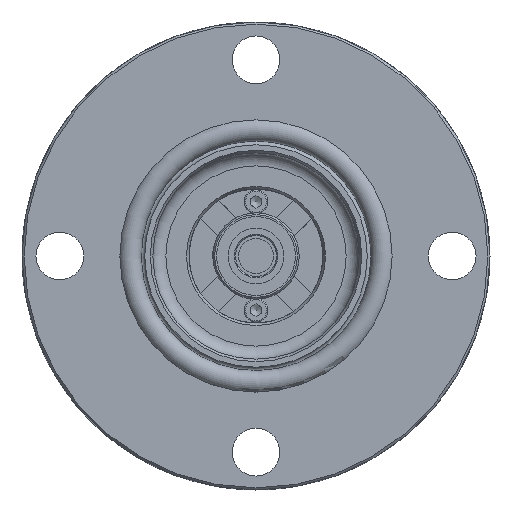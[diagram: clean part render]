
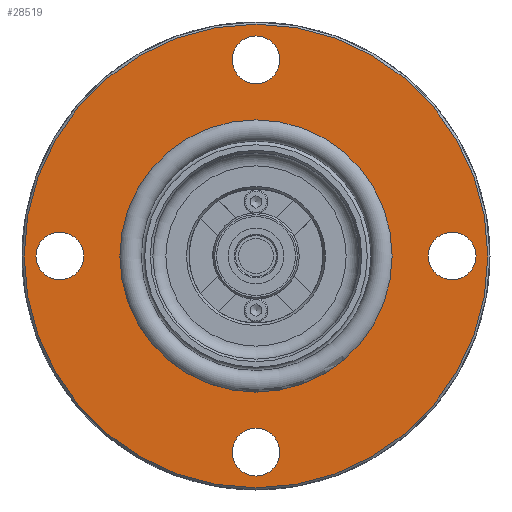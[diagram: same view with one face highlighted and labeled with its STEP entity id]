
A CAD part, left-side view. The second image highlights one B-rep face of the part: STEP entity #28519.
In plain terms, the highlighted planar face has unit normal (-1, 0, 0).
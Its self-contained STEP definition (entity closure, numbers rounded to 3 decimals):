
#464=FACE_BOUND('',#9806,.T.);
#465=FACE_BOUND('',#9807,.T.);
#466=FACE_BOUND('',#9808,.T.);
#467=FACE_BOUND('',#9809,.T.);
#468=FACE_BOUND('',#9810,.T.);
#8069=FACE_OUTER_BOUND('',#9805,.T.);
#9805=EDGE_LOOP('',(#25644));
#9806=EDGE_LOOP('',(#25645,#25646));
#9807=EDGE_LOOP('',(#25647));
#9808=EDGE_LOOP('',(#25648));
#9809=EDGE_LOOP('',(#25649));
#9810=EDGE_LOOP('',(#25650));
#10785=CIRCLE('',#30378,53.475);
#10786=CIRCLE('',#30379,31.4);
#10787=CIRCLE('',#30380,31.4);
#10788=CIRCLE('',#30381,5.5);
#10789=CIRCLE('',#30382,5.5);
#10790=CIRCLE('',#30383,5.5);
#10791=CIRCLE('',#30384,5.5);
#13554=VERTEX_POINT('',#205987);
#13555=VERTEX_POINT('',#205989);
#13556=VERTEX_POINT('',#205990);
#13557=VERTEX_POINT('',#205993);
#13558=VERTEX_POINT('',#205995);
#13559=VERTEX_POINT('',#205997);
#13560=VERTEX_POINT('',#205999);
#17658=EDGE_CURVE('',#13554,#13554,#10785,.T.);
#17659=EDGE_CURVE('',#13555,#13556,#10786,.T.);
#17660=EDGE_CURVE('',#13556,#13555,#10787,.T.);
#17661=EDGE_CURVE('',#13557,#13557,#10788,.T.);
#17662=EDGE_CURVE('',#13558,#13558,#10789,.T.);
#17663=EDGE_CURVE('',#13559,#13559,#10790,.T.);
#17664=EDGE_CURVE('',#13560,#13560,#10791,.T.);
#25644=ORIENTED_EDGE('',*,*,#17658,.F.);
#25645=ORIENTED_EDGE('',*,*,#17659,.T.);
#25646=ORIENTED_EDGE('',*,*,#17660,.T.);
#25647=ORIENTED_EDGE('',*,*,#17661,.T.);
#25648=ORIENTED_EDGE('',*,*,#17662,.T.);
#25649=ORIENTED_EDGE('',*,*,#17663,.T.);
#25650=ORIENTED_EDGE('',*,*,#17664,.T.);
#27045=PLANE('',#30377);
#28519=ADVANCED_FACE('',(#8069,#464,#465,#466,#467,#468),#27045,.T.);
#30377=AXIS2_PLACEMENT_3D('',#205986,#35709,#35710);
#30378=AXIS2_PLACEMENT_3D('',#205988,#35711,#35712);
#30379=AXIS2_PLACEMENT_3D('',#205991,#35713,#35714);
#30380=AXIS2_PLACEMENT_3D('',#205992,#35715,#35716);
#30381=AXIS2_PLACEMENT_3D('',#205994,#35717,#35718);
#30382=AXIS2_PLACEMENT_3D('',#205996,#35719,#35720);
#30383=AXIS2_PLACEMENT_3D('',#205998,#35721,#35722);
#30384=AXIS2_PLACEMENT_3D('',#206000,#35723,#35724);
#35709=DIRECTION('center_axis',(-1.,0.,0.));
#35710=DIRECTION('ref_axis',(0.,0.,1.));
#35711=DIRECTION('center_axis',(1.,0.,0.));
#35712=DIRECTION('ref_axis',(0.,-1.,0.));
#35713=DIRECTION('center_axis',(1.,0.,0.));
#35714=DIRECTION('ref_axis',(0.,0.,1.));
#35715=DIRECTION('center_axis',(1.,0.,0.));
#35716=DIRECTION('ref_axis',(0.,0.,1.));
#35717=DIRECTION('center_axis',(1.,0.,0.));
#35718=DIRECTION('ref_axis',(0.,1.,0.));
#35719=DIRECTION('center_axis',(1.,0.,0.));
#35720=DIRECTION('ref_axis',(0.,0.,-1.));
#35721=DIRECTION('center_axis',(1.,0.,0.));
#35722=DIRECTION('ref_axis',(0.,-1.,0.));
#35723=DIRECTION('center_axis',(1.,0.,0.));
#35724=DIRECTION('ref_axis',(0.,0.,1.));
#205986=CARTESIAN_POINT('Origin',(0.,0.,0.));
#205987=CARTESIAN_POINT('',(0.,53.475,0.));
#205988=CARTESIAN_POINT('Origin',(0.,0.,0.));
#205989=CARTESIAN_POINT('',(0.,0.,31.4));
#205990=CARTESIAN_POINT('',(0.,0.,-31.4));
#205991=CARTESIAN_POINT('Origin',(0.,0.,0.));
#205992=CARTESIAN_POINT('Origin',(0.,0.,0.));
#205993=CARTESIAN_POINT('',(0.,39.75,0.));
#205994=CARTESIAN_POINT('Origin',(0.,45.25,0.));
#205995=CARTESIAN_POINT('',(0.,0.,-39.75));
#205996=CARTESIAN_POINT('Origin',(0.,0.,-45.25));
#205997=CARTESIAN_POINT('',(0.,-39.75,0.));
#205998=CARTESIAN_POINT('Origin',(0.,-45.25,0.));
#205999=CARTESIAN_POINT('',(0.,0.,39.75));
#206000=CARTESIAN_POINT('Origin',(0.,0.,45.25));
